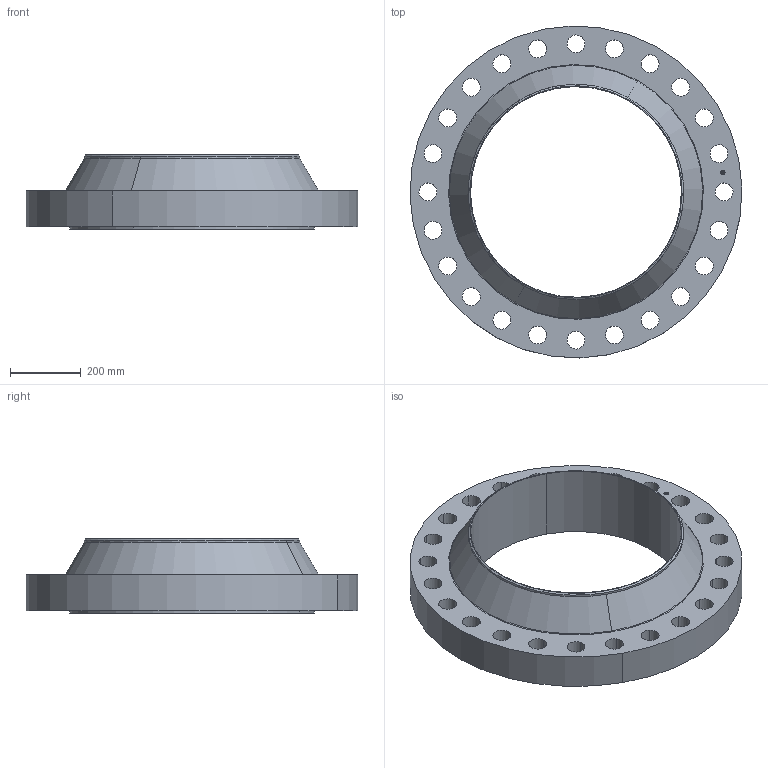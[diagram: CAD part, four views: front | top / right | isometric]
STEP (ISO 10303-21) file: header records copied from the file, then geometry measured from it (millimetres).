
FILE_DESCRIPTION(('3D STEP'),'2;1');
FILE_NAME('24-600-WELD-NECK-RF-10-FLANGE.stp','2013-01-27T22:51:18+00:00',('Texas Flange'),(''),'CATIA Version 5 Release 20 SP 6 (IN-10)','CATIA V5 STEP AP214','800-826-3801');
FILE_SCHEMA(('AUTOMOTIVE_DESIGN { 1 0 10303 214 1 1 1 1 }'));
Length unit declared in the file: inch
Products named in the file (1): 24-600-WELD-NECK-RF-10-FLANGE
Bounding box: 939.54 x 939.54 x 209.55 mm (x, y, z)
Volume: 43977523.7 mm3; surface area: 1949593.6 mm2
Topology: 1 solids, 1 shells, 451 faces, 1286 edges, 856 vertices
Faces by surface type: plane 369, cylinder 76, cone 4, torus 2
Entity records: 16800 total; most frequent: ORIENTED_EDGE 2572, CARTESIAN_POINT 2529, DIRECTION 2058, EDGE_CURVE 1286, VECTOR 1124, LINE 1124, VERTEX_POINT 856, AXIS2_PLACEMENT_3D 549
